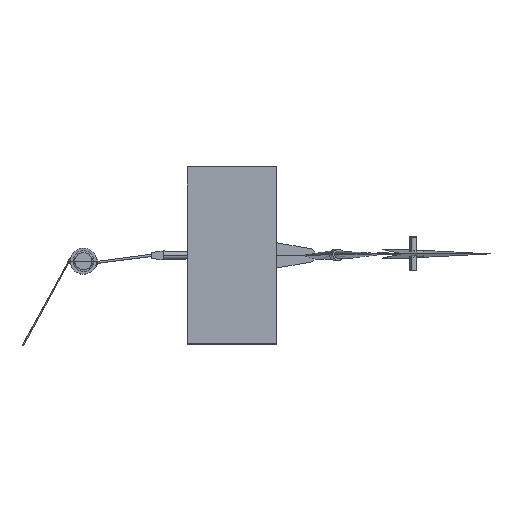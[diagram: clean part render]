
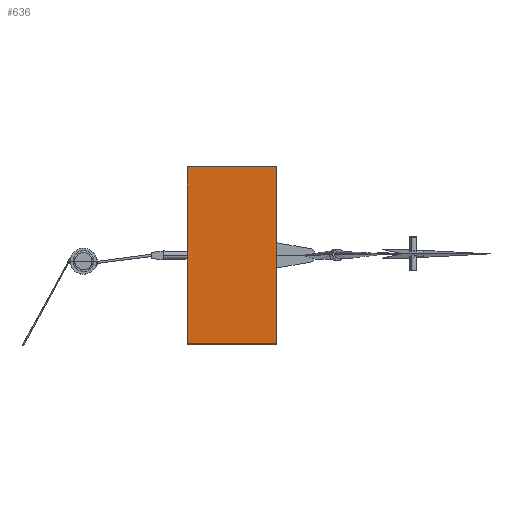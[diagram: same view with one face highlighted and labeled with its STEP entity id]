
A CAD part, top view. The second image highlights one B-rep face of the part: STEP entity #636.
In plain terms, the highlighted free-form (B-spline) face has degree [2, 1] with [3, 2] control points.
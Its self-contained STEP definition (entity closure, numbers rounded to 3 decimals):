
#636=ADVANCED_FACE('',(#1194),#6995,.T.);
#1194=FACE_OUTER_BOUND('',#1756,.T.);
#1756=EDGE_LOOP('',(#2408,#2409,#2410,#2411));
#2408=ORIENTED_EDGE('',*,*,#4605,.T.);
#2409=ORIENTED_EDGE('',*,*,#4574,.T.);
#2410=ORIENTED_EDGE('',*,*,#4606,.F.);
#2411=ORIENTED_EDGE('',*,*,#4603,.F.);
#4574=EDGE_CURVE('',#6354,#6357,#5703,.T.);
#4603=EDGE_CURVE('',#6376,#6377,#5732,.T.);
#4605=EDGE_CURVE('',#6376,#6354,#5734,.T.);
#4606=EDGE_CURVE('',#6377,#6357,#5735,.T.);
#5703=(
BOUNDED_CURVE()
B_SPLINE_CURVE(1,(#10255,#10256),.UNSPECIFIED.,.F.,.F.)
B_SPLINE_CURVE_WITH_KNOTS((2,2),(0.,150.),.UNSPECIFIED.)
CURVE()
GEOMETRIC_REPRESENTATION_ITEM()
RATIONAL_B_SPLINE_CURVE((1.,1.))
REPRESENTATION_ITEM('')
);
#5732=(
BOUNDED_CURVE()
B_SPLINE_CURVE(1,(#10336,#10337),.UNSPECIFIED.,.F.,.F.)
B_SPLINE_CURVE_WITH_KNOTS((2,2),(0.,150.),.UNSPECIFIED.)
CURVE()
GEOMETRIC_REPRESENTATION_ITEM()
RATIONAL_B_SPLINE_CURVE((1.,1.))
REPRESENTATION_ITEM('')
);
#5734=(
BOUNDED_CURVE()
B_SPLINE_CURVE(2,(#10341,#10342,#10343),.UNSPECIFIED.,.F.,.F.)
B_SPLINE_CURVE_WITH_KNOTS((3,3),(-509.828,-211.828),
 .UNSPECIFIED.)
CURVE()
GEOMETRIC_REPRESENTATION_ITEM()
RATIONAL_B_SPLINE_CURVE((1.,1.,1.))
REPRESENTATION_ITEM('')
);
#5735=(
BOUNDED_CURVE()
B_SPLINE_CURVE(2,(#10344,#10345,#10346),.UNSPECIFIED.,.F.,.F.)
B_SPLINE_CURVE_WITH_KNOTS((3,3),(-509.828,-211.828),
 .UNSPECIFIED.)
CURVE()
GEOMETRIC_REPRESENTATION_ITEM()
RATIONAL_B_SPLINE_CURVE((1.,1.,1.))
REPRESENTATION_ITEM('')
);
#6354=VERTEX_POINT('',#10207);
#6357=VERTEX_POINT('',#10210);
#6376=VERTEX_POINT('',#10229);
#6377=VERTEX_POINT('',#10230);
#6995=(
BOUNDED_SURFACE()
B_SPLINE_SURFACE(2,1,((#10115,#10116),(#10117,#10118),(#10119,#10120)),
 .UNSPECIFIED.,.F.,.F.,.F.)
B_SPLINE_SURFACE_WITH_KNOTS((3,3),(2,2),(-509.828,-211.828),
(0.,150.),.UNSPECIFIED.)
GEOMETRIC_REPRESENTATION_ITEM()
RATIONAL_B_SPLINE_SURFACE(((1.,1.),(1.,1.),(1.,1.)))
REPRESENTATION_ITEM('')
SURFACE()
);
#10115=CARTESIAN_POINT('',(204.278,219.868,73.501));
#10116=CARTESIAN_POINT('',(354.278,219.868,73.501));
#10117=CARTESIAN_POINT('',(204.278,70.868,73.501));
#10118=CARTESIAN_POINT('',(354.278,70.868,73.501));
#10119=CARTESIAN_POINT('',(204.278,-78.132,73.501));
#10120=CARTESIAN_POINT('',(354.278,-78.132,73.501));
#10207=CARTESIAN_POINT('',(204.278,-78.132,73.501));
#10210=CARTESIAN_POINT('',(354.278,-78.132,73.501));
#10229=CARTESIAN_POINT('',(204.278,219.868,73.501));
#10230=CARTESIAN_POINT('',(354.278,219.868,73.501));
#10255=CARTESIAN_POINT('',(204.278,-78.132,73.501));
#10256=CARTESIAN_POINT('',(354.278,-78.132,73.501));
#10336=CARTESIAN_POINT('',(204.278,219.868,73.501));
#10337=CARTESIAN_POINT('',(354.278,219.868,73.501));
#10341=CARTESIAN_POINT('',(204.278,219.868,73.501));
#10342=CARTESIAN_POINT('',(204.278,70.868,73.501));
#10343=CARTESIAN_POINT('',(204.278,-78.132,73.501));
#10344=CARTESIAN_POINT('',(354.278,219.868,73.501));
#10345=CARTESIAN_POINT('',(354.278,70.868,73.501));
#10346=CARTESIAN_POINT('',(354.278,-78.132,73.501));
